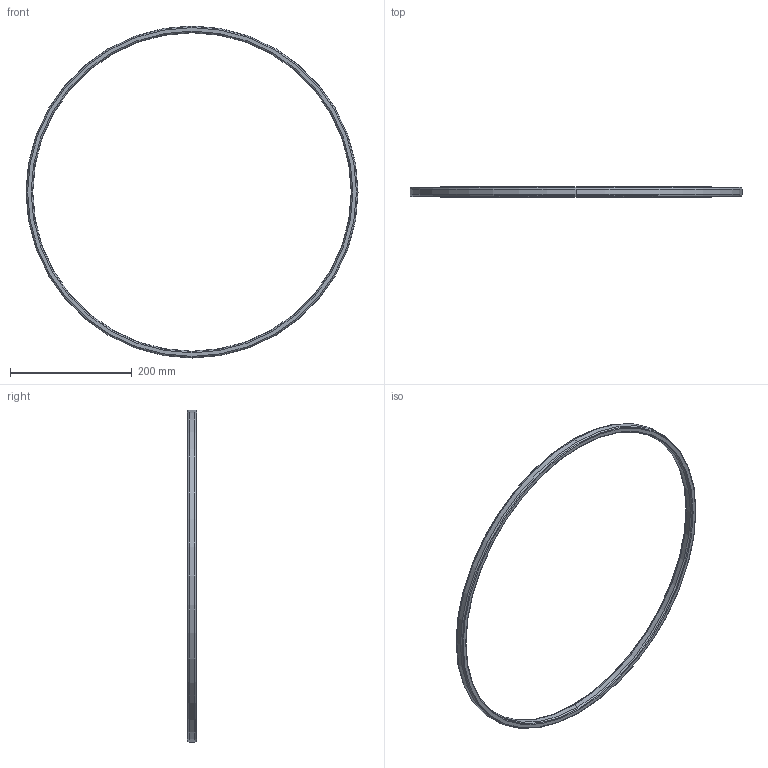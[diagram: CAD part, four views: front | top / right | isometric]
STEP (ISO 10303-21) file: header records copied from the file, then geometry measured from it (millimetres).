
FILE_DESCRIPTION (( 'STEP AP203' ), '1' );
FILE_NAME ('Gsk. RTJ, NPS 18in, CLASS ASME 300, For ASME 16.5 RTJ Flg..STEP', '2025-05-09T01:37:17', '' );
FILE_SCHEMA (( 'CONFIG_CONTROL_DESIGN' ));
Length unit declared in the file: inch
Products named in the file (1): Gsk. RTJ, NPS 18in, CLASS ASME 300, For ASME 16.5 RTJ Flg.
Bounding box: 544.51 x 15.88 x 544.51 mm (x, y, z)
Volume: 274414.3 mm3; surface area: 80328.4 mm2
Topology: 1 solids, 1 shells, 22 faces, 44 edges, 24 vertices
Faces by surface type: torus 8, cone 8, cylinder 4, plane 2
Entity records: 655 total; most frequent: DIRECTION 122, CARTESIAN_POINT 91, ORIENTED_EDGE 88, AXIS2_PLACEMENT_3D 55, EDGE_CURVE 44, CIRCLE 32, VERTEX_POINT 24, EDGE_LOOP 24
